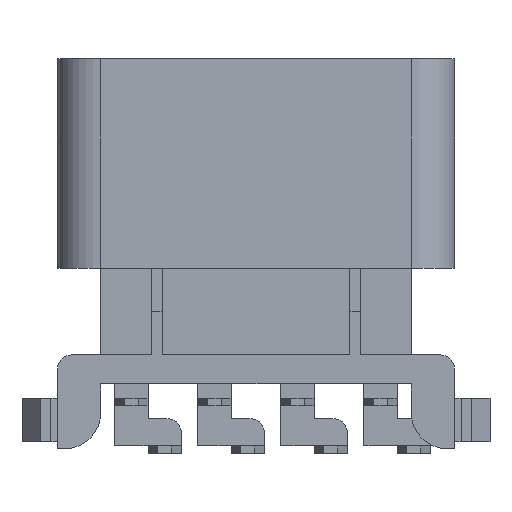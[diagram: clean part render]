
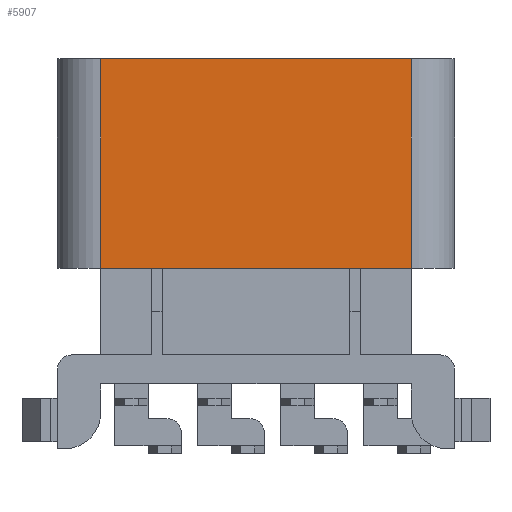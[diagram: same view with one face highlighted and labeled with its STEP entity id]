
A CAD part, front view. The second image highlights one B-rep face of the part: STEP entity #5907.
In plain terms, the highlighted planar face has unit normal (0, -1, 0).
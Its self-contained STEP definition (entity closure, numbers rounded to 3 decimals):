
#243=FACE_OUTER_BOUND('',#576,.T.);
#576=EDGE_LOOP('',(#4481,#4482,#4483,#4484));
#1070=LINE('',#8673,#1876);
#1129=LINE('',#8804,#1935);
#1130=LINE('',#8807,#1936);
#1131=LINE('',#8808,#1937);
#1876=VECTOR('',#7034,10.);
#1935=VECTOR('',#7167,10.);
#1936=VECTOR('',#7170,10.);
#1937=VECTOR('',#7171,10.);
#2608=VERTEX_POINT('',#8670);
#2609=VERTEX_POINT('',#8672);
#2644=VERTEX_POINT('',#8802);
#2645=VERTEX_POINT('',#8806);
#3259=EDGE_CURVE('',#2608,#2609,#1070,.T.);
#3326=EDGE_CURVE('',#2608,#2644,#1129,.T.);
#3327=EDGE_CURVE('',#2645,#2644,#1130,.T.);
#3328=EDGE_CURVE('',#2609,#2645,#1131,.T.);
#4481=ORIENTED_EDGE('',*,*,#3326,.T.);
#4482=ORIENTED_EDGE('',*,*,#3327,.F.);
#4483=ORIENTED_EDGE('',*,*,#3328,.F.);
#4484=ORIENTED_EDGE('',*,*,#3259,.F.);
#5586=PLANE('',#6291);
#5907=ADVANCED_FACE('',(#243),#5586,.T.);
#6291=AXIS2_PLACEMENT_3D('',#8805,#7168,#7169);
#7034=DIRECTION('',(-1.,0.,0.));
#7167=DIRECTION('',(0.,0.,1.));
#7168=DIRECTION('center_axis',(0.,-1.,0.));
#7169=DIRECTION('ref_axis',(1.,0.,0.));
#7170=DIRECTION('',(1.,0.,0.));
#7171=DIRECTION('',(0.,0.,1.));
#8670=CARTESIAN_POINT('',(14.,-4.25,-1.));
#8672=CARTESIAN_POINT('',(-7.5,-4.25,-1.));
#8673=CARTESIAN_POINT('',(-7.5,-4.25,-1.));
#8802=CARTESIAN_POINT('',(14.,-4.25,13.5));
#8804=CARTESIAN_POINT('',(14.,-4.25,0.));
#8805=CARTESIAN_POINT('Origin',(-7.5,-4.25,0.));
#8806=CARTESIAN_POINT('',(-7.5,-4.25,13.5));
#8807=CARTESIAN_POINT('',(-7.5,-4.25,13.5));
#8808=CARTESIAN_POINT('',(-7.5,-4.25,0.));
